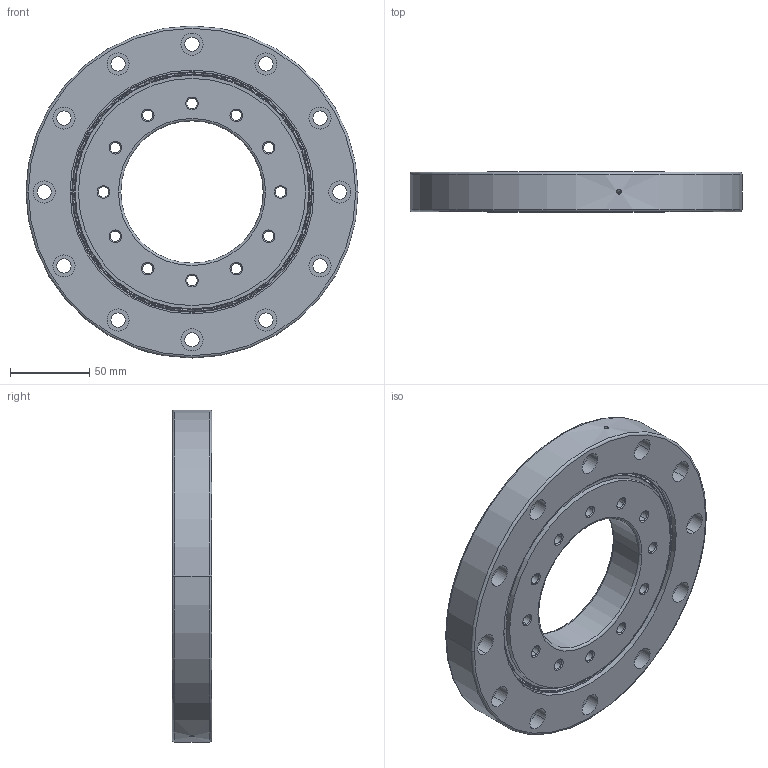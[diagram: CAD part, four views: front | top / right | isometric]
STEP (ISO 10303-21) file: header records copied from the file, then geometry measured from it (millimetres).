
FILE_DESCRIPTION(('starvars output'),'2;1');
FILE_NAME('cv20240209200020000020684.stp','20:00:21 2024/02/09',( 'Thomas Industrial Network Germany GmbH'),( 'Thomas Industrial Network Germany GmbH'),'unknown preprocess','ACIS' ,'unknown authorization');
FILE_SCHEMA(('AUTOMOTIVE_DESIGN_CC2 {UNKNOWN IMPLEMENTATION LEVEL}'));
Length unit declared in the file: millimetre
Products named in the file (1): PRODUCT_ID_1
Bounding box: 210 x 25 x 210 mm (x, y, z)
Volume: 631430.3 mm3; surface area: 140163.5 mm2
Topology: 1 solids, 1 shells, 496 faces, 1660 edges, 1084 vertices
Faces by surface type: cylinder 202, cone 160, plane 126, torus 8
Entity records: 19551 total; most frequent: CARTESIAN_POINT 3856, ORIENTED_EDGE 3320, EDGE_CURVE 1660, DIRECTION 1576, VERTEX_POINT 1084, AXIS2_PLACEMENT_3D 604, EDGE_LOOP 568, FACE_BOUND 568
